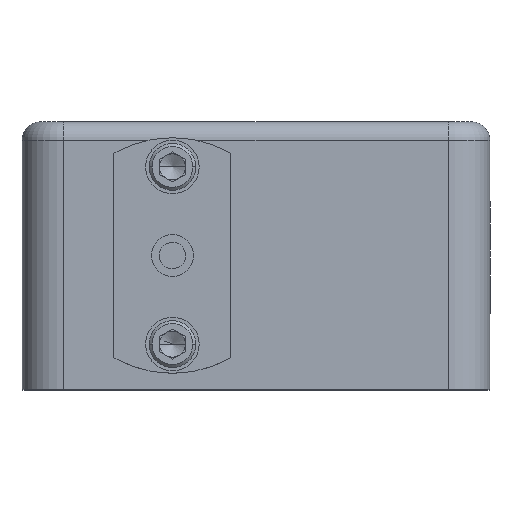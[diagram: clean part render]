
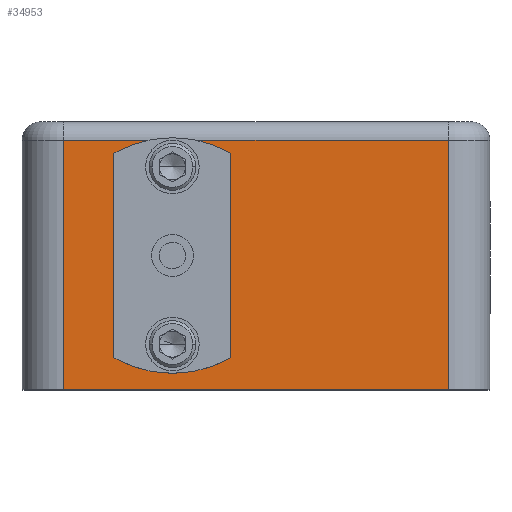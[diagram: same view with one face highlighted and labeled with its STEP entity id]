
A CAD part, top view. The second image highlights one B-rep face of the part: STEP entity #34953.
In plain terms, the highlighted planar face has unit normal (0, 0, 1).
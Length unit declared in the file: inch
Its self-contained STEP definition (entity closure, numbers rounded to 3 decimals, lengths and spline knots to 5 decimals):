
#3625 = EDGE_CURVE ( 'NONE', #9184, #9140, #62058, .T. ) ;
#3637 = EDGE_CURVE ( 'NONE', #9156, #9184, #62093, .T. ) ;
#3642 = EDGE_CURVE ( 'NONE', #9147, #9156, #62091, .T. ) ;
#3645 = EDGE_CURVE ( 'NONE', #42614, #42765, #62102, .T. ) ;
#3646 = EDGE_CURVE ( 'NONE', #42624, #42778, #62103, .T. ) ;
#3702 = EDGE_CURVE ( 'NONE', #42618, #42620, #62254, .T. ) ;
#3744 = EDGE_CURVE ( 'NONE', #9140, #9147, #62373, .T. ) ;
#7487 = CARTESIAN_POINT ( 'NONE',  ( -0.7, 0.8, 0. ) ) ;
#7488 = DIRECTION ( 'NONE',  ( 0., 0., -1. ) ) ;
#7491 = PLANE ( 'NONE',  #20223 ) ;
#7493 = DIRECTION ( 'NONE',  ( -1., 0., 0. ) ) ;
#9140 = VERTEX_POINT ( 'NONE', #19390 ) ;
#9147 = VERTEX_POINT ( 'NONE', #19396 ) ;
#9156 = VERTEX_POINT ( 'NONE', #19401 ) ;
#9184 = VERTEX_POINT ( 'NONE', #19417 ) ;
#16015 = EDGE_CURVE ( 'NONE', #42765, #42614, #29396, .T. ) ;
#16125 = EDGE_CURVE ( 'NONE', #42620, #42618, #29523, .T. ) ;
#16170 = EDGE_CURVE ( 'NONE', #42778, #42624, #29566, .T. ) ;
#18003 = AXIS2_PLACEMENT_3D ( 'NONE', #76229, #76230, #76232 ) ;
#18004 = AXIS2_PLACEMENT_3D ( 'NONE', #76236, #76237, #76238 ) ;
#18009 = AXIS2_PLACEMENT_3D ( 'NONE', #76637, #76638, #76639 ) ;
#18109 = AXIS2_PLACEMENT_3D ( 'NONE', #92521, #92523, #92525 ) ;
#18119 = AXIS2_PLACEMENT_3D ( 'NONE', #93078, #93080, #93082 ) ;
#18123 = AXIS2_PLACEMENT_3D ( 'NONE', #93426, #93428, #93429 ) ;
#19390 = CARTESIAN_POINT ( 'NONE',  ( -0.575, 0., 0. ) ) ;
#19396 = CARTESIAN_POINT ( 'NONE',  ( 0.575, 0., 0. ) ) ;
#19401 = CARTESIAN_POINT ( 'NONE',  ( 0.575, 0.745, 0. ) ) ;
#19417 = CARTESIAN_POINT ( 'NONE',  ( -0.575, 0.745, 0. ) ) ;
#20223 = AXIS2_PLACEMENT_3D ( 'NONE', #7487, #7488, #7493 ) ;
#29396 = CIRCLE ( 'NONE', #18109, 0.16 ) ;
#29523 = CIRCLE ( 'NONE', #18119, 0.035 ) ;
#29566 = CIRCLE ( 'NONE', #18123, 0.035 ) ;
#34953 = ADVANCED_FACE ( 'NONE', ( #71360, #71363, #71343, #71361 ), #7491, .F. ) ;
#39990 = ORIENTED_EDGE ( 'NONE', *, *, #3646, .F. ) ;
#39992 = ORIENTED_EDGE ( 'NONE', *, *, #16170, .F. ) ;
#39994 = ORIENTED_EDGE ( 'NONE', *, *, #3702, .F. ) ;
#39996 = ORIENTED_EDGE ( 'NONE', *, *, #16125, .F. ) ;
#39998 = ORIENTED_EDGE ( 'NONE', *, *, #3645, .F. ) ;
#40001 = ORIENTED_EDGE ( 'NONE', *, *, #16015, .F. ) ;
#40003 = ORIENTED_EDGE ( 'NONE', *, *, #3642, .T. ) ;
#40005 = ORIENTED_EDGE ( 'NONE', *, *, #3637, .T. ) ;
#40007 = ORIENTED_EDGE ( 'NONE', *, *, #3625, .T. ) ;
#40009 = ORIENTED_EDGE ( 'NONE', *, *, #3744, .T. ) ;
#42614 = VERTEX_POINT ( 'NONE', #94708 ) ;
#42618 = VERTEX_POINT ( 'NONE', #94711 ) ;
#42620 = VERTEX_POINT ( 'NONE', #94712 ) ;
#42624 = VERTEX_POINT ( 'NONE', #94714 ) ;
#42765 = VERTEX_POINT ( 'NONE', #94786 ) ;
#42778 = VERTEX_POINT ( 'NONE', #94794 ) ;
#44222 = EDGE_LOOP ( 'NONE', ( #39998, #40001 ) ) ;
#44797 = EDGE_LOOP ( 'NONE', ( #39990, #39992 ) ) ;
#61093 = EDGE_LOOP ( 'NONE', ( #39994, #39996 ) ) ;
#61510 = EDGE_LOOP ( 'NONE', ( #40003, #40005, #40007, #40009 ) ) ;
#62058 = LINE ( 'NONE', #75958, #62073 ) ;
#62073 = VECTOR ( 'NONE', #75922, 39.37008 ) ;
#62091 = LINE ( 'NONE', #76173, #62106 ) ;
#62093 = LINE ( 'NONE', #76106, #62097 ) ;
#62097 = VECTOR ( 'NONE', #76108, 39.37008 ) ;
#62102 = CIRCLE ( 'NONE', #18003, 0.16 ) ;
#62103 = CIRCLE ( 'NONE', #18004, 0.035 ) ;
#62106 = VECTOR ( 'NONE', #76175, 39.37008 ) ;
#62254 = CIRCLE ( 'NONE', #18009, 0.035 ) ;
#62373 = LINE ( 'NONE', #76905, #62381 ) ;
#62381 = VECTOR ( 'NONE', #76906, 39.37008 ) ;
#71343 = FACE_BOUND ( 'NONE', #44222, .T. ) ;
#71360 = FACE_BOUND ( 'NONE', #44797, .T. ) ;
#71361 = FACE_OUTER_BOUND ( 'NONE', #61510, .T. ) ;
#71363 = FACE_BOUND ( 'NONE', #61093, .T. ) ;
#75922 = DIRECTION ( 'NONE',  ( 0., -1., 0. ) ) ;
#75958 = CARTESIAN_POINT ( 'NONE',  ( -0.575, 0.8, 0. ) ) ;
#76106 = CARTESIAN_POINT ( 'NONE',  ( -0.575, 0.745, 0. ) ) ;
#76108 = DIRECTION ( 'NONE',  ( -1., 0., 0. ) ) ;
#76173 = CARTESIAN_POINT ( 'NONE',  ( 0.575, 0.8, 0. ) ) ;
#76175 = DIRECTION ( 'NONE',  ( 0., 1., 0. ) ) ;
#76229 = CARTESIAN_POINT ( 'NONE',  ( -0.25, 0.4, 0. ) ) ;
#76230 = DIRECTION ( 'NONE',  ( 0., 0., 1. ) ) ;
#76232 = DIRECTION ( 'NONE',  ( 1., 0., 0. ) ) ;
#76236 = CARTESIAN_POINT ( 'NONE',  ( -0.25, 0.135, 0. ) ) ;
#76237 = DIRECTION ( 'NONE',  ( 0., 0., 1. ) ) ;
#76238 = DIRECTION ( 'NONE',  ( 1., 0., 0. ) ) ;
#76637 = CARTESIAN_POINT ( 'NONE',  ( -0.25, 0.665, 0. ) ) ;
#76638 = DIRECTION ( 'NONE',  ( 0., 0., 1. ) ) ;
#76639 = DIRECTION ( 'NONE',  ( 1., 0., 0. ) ) ;
#76905 = CARTESIAN_POINT ( 'NONE',  ( -0.7, 0., 0. ) ) ;
#76906 = DIRECTION ( 'NONE',  ( 1., 0., 0. ) ) ;
#92521 = CARTESIAN_POINT ( 'NONE',  ( -0.25, 0.4, 0. ) ) ;
#92523 = DIRECTION ( 'NONE',  ( 0., 0., 1. ) ) ;
#92525 = DIRECTION ( 'NONE',  ( 1., 0., 0. ) ) ;
#93078 = CARTESIAN_POINT ( 'NONE',  ( -0.25, 0.665, 0. ) ) ;
#93080 = DIRECTION ( 'NONE',  ( 0., 0., 1. ) ) ;
#93082 = DIRECTION ( 'NONE',  ( 1., 0., 0. ) ) ;
#93426 = CARTESIAN_POINT ( 'NONE',  ( -0.25, 0.135, 0. ) ) ;
#93428 = DIRECTION ( 'NONE',  ( 0., 0., 1. ) ) ;
#93429 = DIRECTION ( 'NONE',  ( 1., 0., 0. ) ) ;
#94708 = CARTESIAN_POINT ( 'NONE',  ( -0.09, 0.4, 0. ) ) ;
#94711 = CARTESIAN_POINT ( 'NONE',  ( -0.215, 0.665, 0. ) ) ;
#94712 = CARTESIAN_POINT ( 'NONE',  ( -0.285, 0.665, 0. ) ) ;
#94714 = CARTESIAN_POINT ( 'NONE',  ( -0.215, 0.135, 0. ) ) ;
#94786 = CARTESIAN_POINT ( 'NONE',  ( -0.41, 0.4, 0. ) ) ;
#94794 = CARTESIAN_POINT ( 'NONE',  ( -0.285, 0.135, 0. ) ) ;
